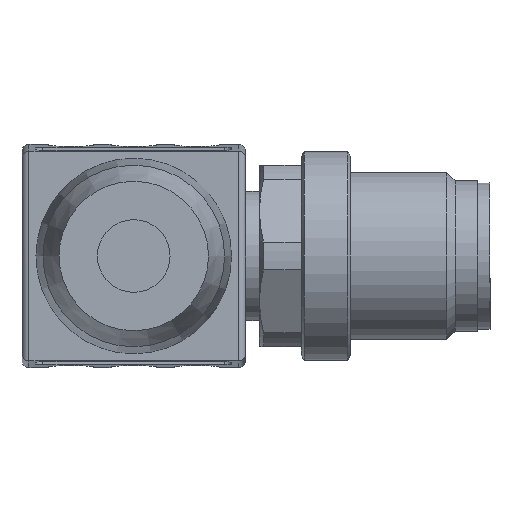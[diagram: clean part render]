
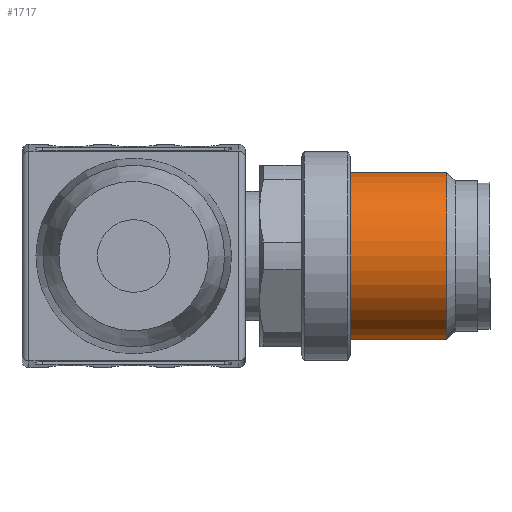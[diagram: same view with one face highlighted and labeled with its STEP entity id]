
A CAD part, left-side view. The second image highlights one B-rep face of the part: STEP entity #1717.
In plain terms, the highlighted cylindrical face has radius 6 mm (diameter 12 mm), a full revolution.
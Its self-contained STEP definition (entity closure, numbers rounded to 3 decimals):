
#1717=ADVANCED_FACE('',(#2002,#2003),#1943,.T.);
#1943=CYLINDRICAL_SURFACE('',#5556,6.);
#2002=FACE_BOUND('',#2251,.T.);
#2003=FACE_BOUND('',#2252,.T.);
#2251=EDGE_LOOP('',(#3123));
#2252=EDGE_LOOP('',(#3124));
#3123=ORIENTED_EDGE('',*,*,#4666,.F.);
#3124=ORIENTED_EDGE('',*,*,#4665,.T.);
#4074=VERTEX_POINT('',#7729);
#4075=VERTEX_POINT('',#7732);
#4665=EDGE_CURVE('',#4074,#4074,#5198,.T.);
#4666=EDGE_CURVE('',#4075,#4075,#5199,.T.);
#5198=CIRCLE('',#5553,6.);
#5199=CIRCLE('',#5555,6.);
#5553=AXIS2_PLACEMENT_3D('',#7728,#6470,#6471);
#5555=AXIS2_PLACEMENT_3D('',#7731,#6474,#6475);
#5556=AXIS2_PLACEMENT_3D('',#7733,#6476,#6477);
#6470=DIRECTION('',(0.,-1.,0.));
#6471=DIRECTION('',(0.5,0.,-0.866));
#6474=DIRECTION('',(0.,-1.,0.));
#6475=DIRECTION('',(0.5,0.,-0.866));
#6476=DIRECTION('',(0.,-1.,0.));
#6477=DIRECTION('',(0.5,0.,-0.866));
#7728=CARTESIAN_POINT('',(177.101,-15.5,0.));
#7729=CARTESIAN_POINT('',(180.101,-15.5,-5.196));
#7731=CARTESIAN_POINT('',(177.101,-22.4,0.));
#7732=CARTESIAN_POINT('',(180.101,-22.4,-5.196));
#7733=CARTESIAN_POINT('',(177.101,-24.5,0.));
